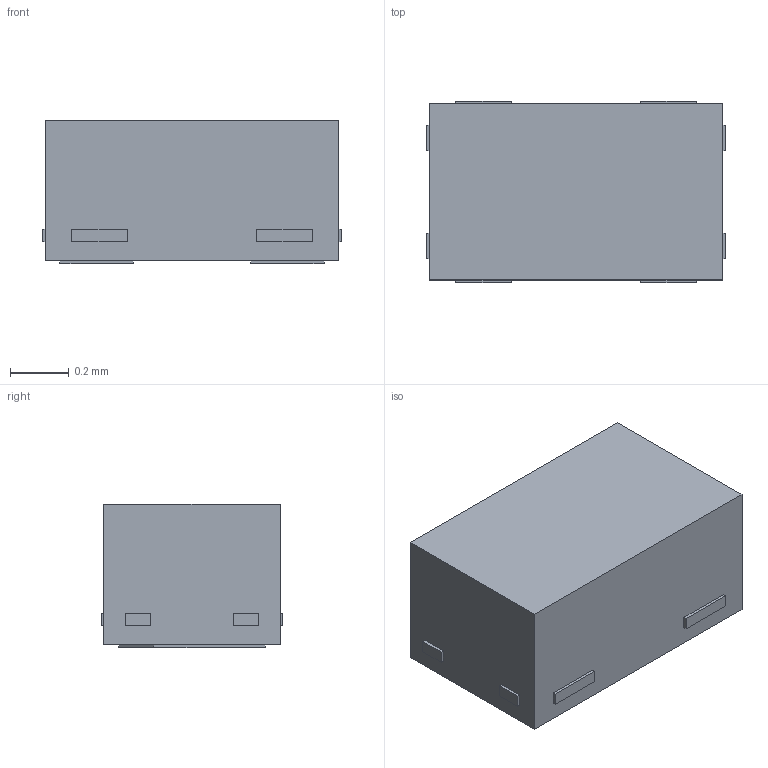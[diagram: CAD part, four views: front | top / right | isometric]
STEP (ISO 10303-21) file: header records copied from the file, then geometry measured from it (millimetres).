
FILE_DESCRIPTION(('Open CASCADE Model'),'2;1');
FILE_NAME('Open CASCADE Shape Model','2025-12-31T10:10:09',('Author'),( 'Open CASCADE'),'Open CASCADE STEP processor 7.8','Open CASCADE 7.8' ,'Unknown');
FILE_SCHEMA(('AUTOMOTIVE_DESIGN { 1 0 10303 214 1 1 1 1 }'));
Length unit declared in the file: millimetre
Products named in the file (1): SOLID
Bounding box: 1.02 x 0.62 x 0.49 mm (x, y, z)
Volume: 0.3 mm3; surface area: 2.8 mm2
Topology: 1 solids, 1 shells, 281 faces, 750 edges, 500 vertices
Faces by surface type: bspline 281
Entity records: 10617 total; most frequent: CARTESIAN_POINT 3937, ORIENTED_EDGE 1500, EDGE_CURVE 750, B_SPLINE_CURVE_WITH_KNOTS 750, VERTEX_POINT 500, FACE_BOUND 310, EDGE_LOOP 310, PRESENTATION_STYLE_ASSIGNMENT 282
